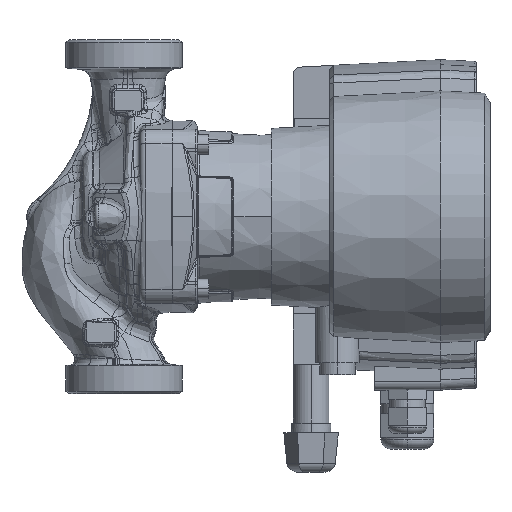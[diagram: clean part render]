
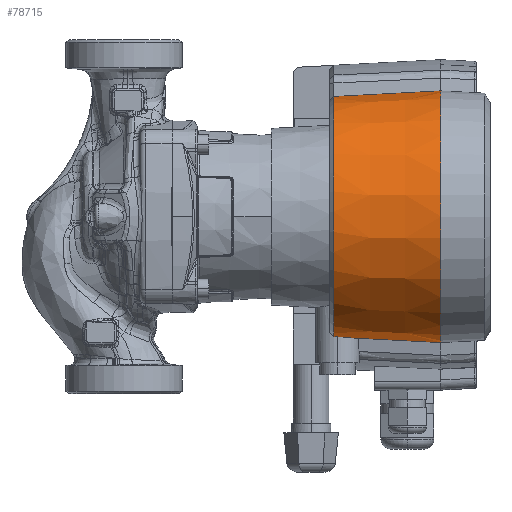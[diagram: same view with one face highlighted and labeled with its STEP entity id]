
A CAD part, top view. The second image highlights one B-rep face of the part: STEP entity #78715.
In plain terms, the highlighted conical face has half-angle 3 degrees and reference radius 64 mm.
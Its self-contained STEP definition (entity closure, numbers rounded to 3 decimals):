
#14497 = CONICAL_SURFACE ( 'NONE', #14499, 64., 0.052 ) ;
#14499 = AXIS2_PLACEMENT_3D ( 'NONE', #15980, #15942, #16012 ) ;
#15942 = DIRECTION ( 'NONE',  ( 1., 0., 0. ) ) ;
#15980 = CARTESIAN_POINT ( 'NONE',  ( 137.05, 0., 6. ) ) ;
#15982 = FACE_OUTER_BOUND ( 'NONE', #76421, .T. ) ;
#16012 = DIRECTION ( 'NONE',  ( 0., -1., 0. ) ) ;
#17536 = CIRCLE ( 'NONE', #17565, 64. ) ;
#17565 = AXIS2_PLACEMENT_3D ( 'NONE', #23151, #23152, #23153 ) ;
#17618 = VECTOR ( 'NONE', #26361, 1000. ) ;
#17622 = CIRCLE ( 'NONE', #17633, 61.15 ) ;
#17627 = VECTOR ( 'NONE', #26364, 1000. ) ;
#17633 = AXIS2_PLACEMENT_3D ( 'NONE', #26367, #26368, #26369 ) ;
#23151 = CARTESIAN_POINT ( 'NONE',  ( 137.05, 0., 6. ) ) ;
#23152 = DIRECTION ( 'NONE',  ( 1., 0., 0. ) ) ;
#23153 = DIRECTION ( 'NONE',  ( 0., -1., 0. ) ) ;
#23299 = LINE ( 'NONE', #26362, #17627 ) ;
#23318 = LINE ( 'NONE', #26359, #17618 ) ;
#26359 = CARTESIAN_POINT ( 'NONE',  ( 137.05, -64., 6. ) ) ;
#26361 = DIRECTION ( 'NONE',  ( 0.999, -0.052, 0. ) ) ;
#26362 = CARTESIAN_POINT ( 'NONE',  ( 137.05, 64., 6. ) ) ;
#26364 = DIRECTION ( 'NONE',  ( 0.999, 0.052, 0. ) ) ;
#26365 = CARTESIAN_POINT ( 'NONE',  ( 83.847, -60.999, 11.1 ) ) ;
#26366 = CARTESIAN_POINT ( 'NONE',  ( 83.248, -60.972, 11.051 ) ) ;
#26367 = CARTESIAN_POINT ( 'NONE',  ( 82.661, 0., 6. ) ) ;
#26368 = DIRECTION ( 'NONE',  ( 1., 0., 0. ) ) ;
#26369 = DIRECTION ( 'NONE',  ( 0., -1., 0. ) ) ;
#26370 = CARTESIAN_POINT ( 'NONE',  ( 84.45, -61.031, 11.1 ) ) ;
#26371 = CARTESIAN_POINT ( 'NONE',  ( 82.661, -60.949, 10.955 ) ) ;
#26525 = CARTESIAN_POINT ( 'NONE',  ( 93.283, -61.706, 6.787 ) ) ;
#26526 = CARTESIAN_POINT ( 'NONE',  ( 93.789, -61.733, 6. ) ) ;
#26544 = CARTESIAN_POINT ( 'NONE',  ( 92.691, -61.66, 7.494 ) ) ;
#26545 = CARTESIAN_POINT ( 'NONE',  ( 91.677, -61.575, 8.438 ) ) ;
#26546 = CARTESIAN_POINT ( 'NONE',  ( 91.315, -61.543, 8.735 ) ) ;
#26547 = CARTESIAN_POINT ( 'NONE',  ( 90.562, -61.477, 9.277 ) ) ;
#26548 = CARTESIAN_POINT ( 'NONE',  ( 90.172, -61.443, 9.523 ) ) ;
#26549 = CARTESIAN_POINT ( 'NONE',  ( 89.364, -61.373, 9.963 ) ) ;
#26550 = CARTESIAN_POINT ( 'NONE',  ( 88.947, -61.338, 10.159 ) ) ;
#26551 = CARTESIAN_POINT ( 'NONE',  ( 88.085, -61.269, 10.498 ) ) ;
#26552 = CARTESIAN_POINT ( 'NONE',  ( 87.639, -61.235, 10.642 ) ) ;
#26553 = CARTESIAN_POINT ( 'NONE',  ( 86.296, -61.138, 10.984 ) ) ;
#26554 = CARTESIAN_POINT ( 'NONE',  ( 85.383, -61.08, 11.1 ) ) ;
#26555 = CARTESIAN_POINT ( 'NONE',  ( 84.45, -61.031, 11.1 ) ) ;
#66484 = B_SPLINE_CURVE_WITH_KNOTS ( 'NONE', 3,
 ( #26370, #26365, #26366, #26371 ),
 .UNSPECIFIED., .F., .F.,
 ( 4, 4 ),
 ( 0.011, 0.013 ),
 .UNSPECIFIED. ) ;
#66497 = B_SPLINE_CURVE_WITH_KNOTS ( 'NONE', 3,
 ( #26526, #26525, #26544, #26545, #26546, #26547, #26548, #26549, #26550, #26551, #26552, #26553, #26554, #26555 ),
 .UNSPECIFIED., .F., .F.,
 ( 4, 2, 2, 2, 2, 2, 4 ),
 ( 0., 0.003, 0.004, 0.006, 0.007, 0.008, 0.011 ),
 .UNSPECIFIED. ) ;
#76421 = EDGE_LOOP ( 'NONE', ( #90150, #90151, #90153, #90155, #90157, #90159 ) ) ;
#78715 = ADVANCED_FACE ( 'NONE', ( #15982 ), #14497, .T. ) ;
#87629 = EDGE_CURVE ( 'NONE', #94391, #94390, #17536, .T. ) ;
#87666 = EDGE_CURVE ( 'NONE', #94975, #94390, #23318, .T. ) ;
#87667 = EDGE_CURVE ( 'NONE', #94403, #94391, #23299, .T. ) ;
#87668 = EDGE_CURVE ( 'NONE', #94403, #94416, #17622, .T. ) ;
#87669 = EDGE_CURVE ( 'NONE', #94978, #94416, #66484, .T. ) ;
#87698 = EDGE_CURVE ( 'NONE', #94975, #94978, #66497, .T. ) ;
#90150 = ORIENTED_EDGE ( 'NONE', *, *, #87667, .F. ) ;
#90151 = ORIENTED_EDGE ( 'NONE', *, *, #87668, .T. ) ;
#90153 = ORIENTED_EDGE ( 'NONE', *, *, #87669, .F. ) ;
#90155 = ORIENTED_EDGE ( 'NONE', *, *, #87698, .F. ) ;
#90157 = ORIENTED_EDGE ( 'NONE', *, *, #87666, .T. ) ;
#90159 = ORIENTED_EDGE ( 'NONE', *, *, #87629, .F. ) ;
#94390 = VERTEX_POINT ( 'NONE', #100173 ) ;
#94391 = VERTEX_POINT ( 'NONE', #100174 ) ;
#94403 = VERTEX_POINT ( 'NONE', #100187 ) ;
#94416 = VERTEX_POINT ( 'NONE', #100207 ) ;
#94975 = VERTEX_POINT ( 'NONE', #104822 ) ;
#94978 = VERTEX_POINT ( 'NONE', #104831 ) ;
#100173 = CARTESIAN_POINT ( 'NONE',  ( 137.05, -64., 6. ) ) ;
#100174 = CARTESIAN_POINT ( 'NONE',  ( 137.05, 64., 6. ) ) ;
#100187 = CARTESIAN_POINT ( 'NONE',  ( 82.661, 61.15, 6. ) ) ;
#100207 = CARTESIAN_POINT ( 'NONE',  ( 82.661, -60.949, 10.955 ) ) ;
#104822 = CARTESIAN_POINT ( 'NONE',  ( 93.789, -61.733, 6. ) ) ;
#104831 = CARTESIAN_POINT ( 'NONE',  ( 84.45, -61.031, 11.1 ) ) ;
